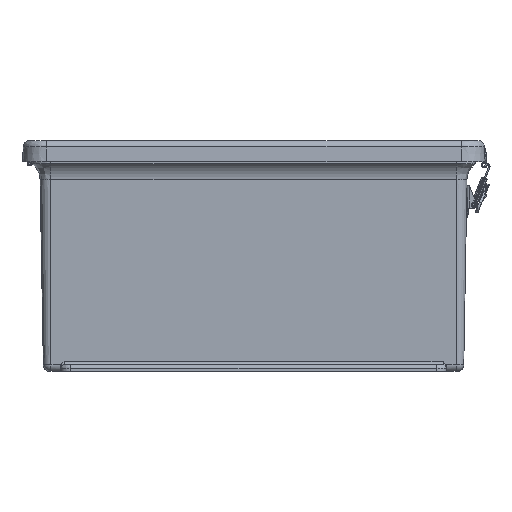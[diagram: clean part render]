
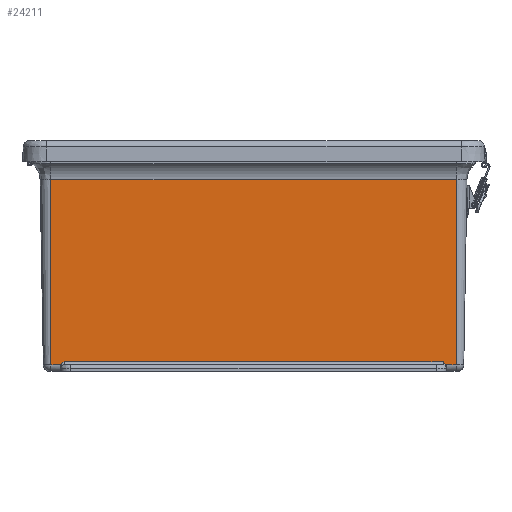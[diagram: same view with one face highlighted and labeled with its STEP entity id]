
A CAD part, front view. The second image highlights one B-rep face of the part: STEP entity #24211.
In plain terms, the highlighted planar face has unit normal (0, -1, -0.018).
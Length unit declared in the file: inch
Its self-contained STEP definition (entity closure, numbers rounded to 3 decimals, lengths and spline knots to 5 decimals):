
#781 = CARTESIAN_POINT ( 'NONE',  ( 7.3003, -10.04371, -8.23845 ) ) ;
#794 = CARTESIAN_POINT ( 'NONE',  ( -7.30886, -10.04353, -8.24848 ) ) ;
#1052 = DIRECTION ( 'NONE',  ( 0., -0.017, 1. ) ) ;
#2352 = CARTESIAN_POINT ( 'NONE',  ( -7.74998, -10.04463, -8.18532 ) ) ;
#2600 = B_SPLINE_CURVE_WITH_KNOTS ( 'NONE', 3,
 ( #57390, #10125, #47048, #4942, #47876, #56599, #33578, #794, #52450, #9709, #4546, #38358, #42697, #52245, #18811, #56986, #37530, #9290, #37725, #9919, #23888, #57190, #42274, #14078 ),
 .UNSPECIFIED., .F., .F.,
 ( 4, 1, 1, 1, 1, 1, 1, 2, 2, 1, 1, 1, 1, 1, 1, 2, 2, 4 ),
 ( 0., 0.25, 0.375, 0.4375, 0.46875, 0.48438, 0.49219, 0.49609, 0.5, 0.625, 0.6875, 0.71875, 0.73437, 0.74219, 0.74609, 0.74805, 0.75, 1. ),
 .UNSPECIFIED. ) ;
#3858 = DIRECTION ( 'NONE',  ( -1., 0., 0. ) ) ;
#4298 = ORIENTED_EDGE ( 'NONE', *, *, #19483, .F. ) ;
#4546 = CARTESIAN_POINT ( 'NONE',  ( -7.30789, -10.04355, -8.24732 ) ) ;
#4942 = CARTESIAN_POINT ( 'NONE',  ( -7.32432, -10.04319, -8.26799 ) ) ;
#5144 = CARTESIAN_POINT ( 'NONE',  ( 7.27854, -10.04412, -8.21486 ) ) ;
#5311 = CARTESIAN_POINT ( 'NONE',  ( -7.74998, -10.04234, -8.31686 ) ) ;
#6614 = CARTESIAN_POINT ( 'NONE',  ( -7.2494, -10.04463, -8.18532 ) ) ;
#6892 = VERTEX_POINT ( 'NONE', #57832 ) ;
#7425 = VERTEX_POINT ( 'NONE', #5311 ) ;
#7725 = LINE ( 'NONE', #43158, #17367 ) ;
#9290 = CARTESIAN_POINT ( 'NONE',  ( -7.27926, -10.0441, -8.21561 ) ) ;
#9709 = CARTESIAN_POINT ( 'NONE',  ( -7.30808, -10.04355, -8.24754 ) ) ;
#9919 = CARTESIAN_POINT ( 'NONE',  ( -7.27882, -10.04411, -8.21515 ) ) ;
#10125 = CARTESIAN_POINT ( 'NONE',  ( -7.3486, -10.04253, -8.30562 ) ) ;
#10404 = ORIENTED_EDGE ( 'NONE', *, *, #25460, .T. ) ;
#13549 = LINE ( 'NONE', #58406, #44542 ) ;
#13551 = LINE ( 'NONE', #2352, #54167 ) ;
#14078 = CARTESIAN_POINT ( 'NONE',  ( -7.2494, -10.04463, -8.18532 ) ) ;
#14336 = EDGE_CURVE ( 'NONE', #14397, #6892, #15822, .T. ) ;
#14397 = VERTEX_POINT ( 'NONE', #21661 ) ;
#14688 = CARTESIAN_POINT ( 'NONE',  ( 7.30597, -10.04359, -8.24503 ) ) ;
#15111 = CARTESIAN_POINT ( 'NONE',  ( 7.30726, -10.04356, -8.24656 ) ) ;
#15822 = B_SPLINE_CURVE_WITH_KNOTS ( 'NONE', 3,
 ( #37511, #51826, #46212, #18001, #51012, #22706, #47438, #23873, #29023, #5144, #57373, #37713, #43085, #781, #24285, #14688, #19616, #15111, #52630, #33774, #48056, #38129, #28832 ),
 .UNSPECIFIED., .F., .F.,
 ( 4, 1, 1, 1, 1, 1, 1, 2, 2, 1, 1, 1, 1, 1, 2, 2, 4 ),
 ( 0., 0.125, 0.1875, 0.21875, 0.23437, 0.24219, 0.24609, 0.24805, 0.25, 0.375, 0.4375, 0.46875, 0.48437, 0.49219, 0.49609, 0.5, 1. ),
 .UNSPECIFIED. ) ;
#16013 = VERTEX_POINT ( 'NONE', #26772 ) ;
#17066 = DIRECTION ( 'NONE',  ( 1., 0., 0. ) ) ;
#17219 = CARTESIAN_POINT ( 'NONE',  ( -7.35394, -10.04234, -8.31686 ) ) ;
#17367 = VECTOR ( 'NONE', #1052, 39.37008 ) ;
#18001 = CARTESIAN_POINT ( 'NONE',  ( 7.27238, -10.04423, -8.2085 ) ) ;
#18811 = CARTESIAN_POINT ( 'NONE',  ( -7.2835, -10.04403, -8.22006 ) ) ;
#19483 = EDGE_CURVE ( 'NONE', #35651, #6892, #13549, .T. ) ;
#19498 = AXIS2_PLACEMENT_3D ( 'NONE', #48358, #58312, #20159 ) ;
#19616 = CARTESIAN_POINT ( 'NONE',  ( 7.30687, -10.04357, -8.2461 ) ) ;
#20159 = DIRECTION ( 'NONE',  ( 0., -0.017, 1. ) ) ;
#21051 = DIRECTION ( 'NONE',  ( -1., 0., 0. ) ) ;
#21339 = CARTESIAN_POINT ( 'NONE',  ( 7.74998, -10.16606, -1.22854 ) ) ;
#21661 = CARTESIAN_POINT ( 'NONE',  ( 7.24939, -10.04463, -8.18532 ) ) ;
#22706 = CARTESIAN_POINT ( 'NONE',  ( 7.27722, -10.04414, -8.21348 ) ) ;
#22741 = VECTOR ( 'NONE', #29900, 39.37008 ) ;
#23315 = CARTESIAN_POINT ( 'NONE',  ( -7.74998, -10.18745, -0.00327 ) ) ;
#23873 = CARTESIAN_POINT ( 'NONE',  ( 7.27829, -10.04412, -8.2146 ) ) ;
#23888 = CARTESIAN_POINT ( 'NONE',  ( -7.27869, -10.04411, -8.21501 ) ) ;
#24211 = ADVANCED_FACE ( 'NONE', ( #37632 ), #38872, .T. ) ;
#24285 = CARTESIAN_POINT ( 'NONE',  ( 7.30412, -10.04363, -8.24286 ) ) ;
#25241 = ORIENTED_EDGE ( 'NONE', *, *, #60433, .T. ) ;
#25460 = EDGE_CURVE ( 'NONE', #35651, #44193, #7725, .T. ) ;
#26157 = VECTOR ( 'NONE', #3858, 39.37008 ) ;
#26772 = CARTESIAN_POINT ( 'NONE',  ( -7.74998, -10.16606, -1.22854 ) ) ;
#26940 = CARTESIAN_POINT ( 'NONE',  ( -7.74998, -10.16606, -1.22854 ) ) ;
#27824 = VERTEX_POINT ( 'NONE', #6614 ) ;
#28832 = CARTESIAN_POINT ( 'NONE',  ( 7.35394, -10.04234, -8.31686 ) ) ;
#29023 = CARTESIAN_POINT ( 'NONE',  ( 7.27844, -10.04412, -8.21476 ) ) ;
#29900 = DIRECTION ( 'NONE',  ( -1., 0., 0. ) ) ;
#33384 = EDGE_CURVE ( 'NONE', #57344, #7425, #39716, .T. ) ;
#33578 = CARTESIAN_POINT ( 'NONE',  ( -7.30995, -10.04351, -8.24979 ) ) ;
#33774 = CARTESIAN_POINT ( 'NONE',  ( 7.30761, -10.04356, -8.24698 ) ) ;
#35651 = VERTEX_POINT ( 'NONE', #61011 ) ;
#37511 = CARTESIAN_POINT ( 'NONE',  ( 7.24939, -10.04463, -8.18532 ) ) ;
#37530 = CARTESIAN_POINT ( 'NONE',  ( -7.27987, -10.04409, -8.21625 ) ) ;
#37632 = FACE_OUTER_BOUND ( 'NONE', #56620, .T. ) ;
#37713 = CARTESIAN_POINT ( 'NONE',  ( 7.28428, -10.04401, -8.22084 ) ) ;
#37725 = CARTESIAN_POINT ( 'NONE',  ( -7.27899, -10.04411, -8.21533 ) ) ;
#37953 = ORIENTED_EDGE ( 'NONE', *, *, #56031, .T. ) ;
#38129 = CARTESIAN_POINT ( 'NONE',  ( 7.34325, -10.04273, -8.29437 ) ) ;
#38358 = CARTESIAN_POINT ( 'NONE',  ( -7.30371, -10.04364, -8.24232 ) ) ;
#38872 = PLANE ( 'NONE',  #19498 ) ;
#39716 = LINE ( 'NONE', #43577, #22741 ) ;
#41786 = EDGE_CURVE ( 'NONE', #7425, #16013, #49952, .T. ) ;
#42274 = CARTESIAN_POINT ( 'NONE',  ( -7.26261, -10.0444, -8.19854 ) ) ;
#42697 = CARTESIAN_POINT ( 'NONE',  ( -7.29702, -10.04377, -8.23466 ) ) ;
#43085 = CARTESIAN_POINT ( 'NONE',  ( 7.29215, -10.04387, -8.22928 ) ) ;
#43158 = CARTESIAN_POINT ( 'NONE',  ( 7.74998, -10.18745, -0.00327 ) ) ;
#43577 = CARTESIAN_POINT ( 'NONE',  ( -3.87499, -10.04234, -8.31686 ) ) ;
#44193 = VERTEX_POINT ( 'NONE', #21339 ) ;
#44542 = VECTOR ( 'NONE', #21051, 39.37008 ) ;
#46212 = CARTESIAN_POINT ( 'NONE',  ( 7.26461, -10.04437, -8.20058 ) ) ;
#46659 = DIRECTION ( 'NONE',  ( 0., -0.017, 1. ) ) ;
#47048 = CARTESIAN_POINT ( 'NONE',  ( -7.33882, -10.04283, -8.28848 ) ) ;
#47438 = CARTESIAN_POINT ( 'NONE',  ( 7.27794, -10.04413, -8.21423 ) ) ;
#47876 = CARTESIAN_POINT ( 'NONE',  ( -7.3163, -10.04337, -8.25762 ) ) ;
#48056 = CARTESIAN_POINT ( 'NONE',  ( 7.32786, -10.04314, -8.27114 ) ) ;
#48358 = CARTESIAN_POINT ( 'NONE',  ( -7.74998, -10.18745, -0.00327 ) ) ;
#48996 = ORIENTED_EDGE ( 'NONE', *, *, #33384, .F. ) ;
#49877 = VECTOR ( 'NONE', #46659, 39.37008 ) ;
#49952 = LINE ( 'NONE', #23315, #49877 ) ;
#51012 = CARTESIAN_POINT ( 'NONE',  ( 7.2757, -10.04417, -8.21191 ) ) ;
#51826 = CARTESIAN_POINT ( 'NONE',  ( 7.256, -10.04452, -8.19192 ) ) ;
#52245 = CARTESIAN_POINT ( 'NONE',  ( -7.28818, -10.04394, -8.22504 ) ) ;
#52450 = CARTESIAN_POINT ( 'NONE',  ( -7.30839, -10.04354, -8.24792 ) ) ;
#52630 = CARTESIAN_POINT ( 'NONE',  ( 7.30751, -10.04356, -8.24686 ) ) ;
#53650 = ORIENTED_EDGE ( 'NONE', *, *, #53664, .T. ) ;
#53664 = EDGE_CURVE ( 'NONE', #27824, #14397, #13551, .T. ) ;
#54167 = VECTOR ( 'NONE', #17066, 39.37008 ) ;
#55797 = LINE ( 'NONE', #26940, #26157 ) ;
#56031 = EDGE_CURVE ( 'NONE', #57344, #27824, #2600, .T. ) ;
#56599 = CARTESIAN_POINT ( 'NONE',  ( -7.3121, -10.04346, -8.2524 ) ) ;
#56620 = EDGE_LOOP ( 'NONE', ( #53650, #60663, #4298, #10404, #25241, #60548, #48996, #37953 ) ) ;
#56986 = CARTESIAN_POINT ( 'NONE',  ( -7.28109, -10.04407, -8.21752 ) ) ;
#57190 = CARTESIAN_POINT ( 'NONE',  ( -7.27236, -10.04423, -8.20842 ) ) ;
#57344 = VERTEX_POINT ( 'NONE', #17219 ) ;
#57373 = CARTESIAN_POINT ( 'NONE',  ( 7.27855, -10.04412, -8.21487 ) ) ;
#57390 = CARTESIAN_POINT ( 'NONE',  ( -7.35394, -10.04234, -8.31686 ) ) ;
#57832 = CARTESIAN_POINT ( 'NONE',  ( 7.35394, -10.04234, -8.31686 ) ) ;
#58312 = DIRECTION ( 'NONE',  ( 0., -1., -0.017 ) ) ;
#58406 = CARTESIAN_POINT ( 'NONE',  ( -3.87499, -10.04234, -8.31686 ) ) ;
#60433 = EDGE_CURVE ( 'NONE', #44193, #16013, #55797, .T. ) ;
#60548 = ORIENTED_EDGE ( 'NONE', *, *, #41786, .F. ) ;
#60663 = ORIENTED_EDGE ( 'NONE', *, *, #14336, .T. ) ;
#61011 = CARTESIAN_POINT ( 'NONE',  ( 7.74998, -10.04234, -8.31686 ) ) ;
